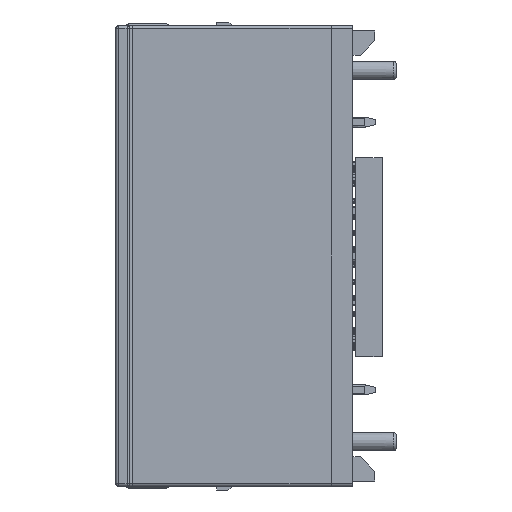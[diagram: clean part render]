
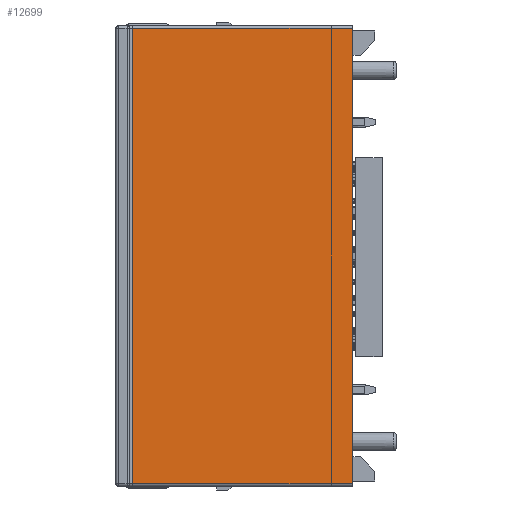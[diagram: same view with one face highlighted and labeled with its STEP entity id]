
A CAD part, front view. The second image highlights one B-rep face of the part: STEP entity #12699.
In plain terms, the highlighted planar face has unit normal (0, -1, 0).
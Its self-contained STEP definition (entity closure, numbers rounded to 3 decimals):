
#74=DIRECTION('',(0.,0.,-1.));
#75=VECTOR('',#74,35.7);
#76=CARTESIAN_POINT('',(-32.7,-9.7,43.6));
#77=LINE('',#76,#75);
#82=DIRECTION('',(0.,0.,-1.));
#83=VECTOR('',#82,35.7);
#84=CARTESIAN_POINT('',(-15.45,-9.7,43.6));
#85=LINE('',#84,#83);
#90=DIRECTION('',(1.,0.,0.));
#91=VECTOR('',#90,17.25);
#92=CARTESIAN_POINT('',(-32.7,-9.7,7.9));
#93=LINE('',#92,#91);
#2274=DIRECTION('',(-1.,0.,0.));
#2275=VECTOR('',#2274,17.25);
#2276=CARTESIAN_POINT('',(-15.45,-9.7,43.6));
#2277=LINE('',#2276,#2275);
#9943=CARTESIAN_POINT('',(-32.7,-9.7,43.6));
#9944=CARTESIAN_POINT('',(-32.7,-9.7,7.9));
#9945=VERTEX_POINT('',#9943);
#9946=VERTEX_POINT('',#9944);
#9947=CARTESIAN_POINT('',(-15.45,-9.7,7.9));
#9948=VERTEX_POINT('',#9947);
#9949=CARTESIAN_POINT('',(-15.45,-9.7,43.6));
#9950=VERTEX_POINT('',#9949);
#12685=CARTESIAN_POINT('',(-34.,-9.7,7.7));
#12686=DIRECTION('',(0.,-1.,0.));
#12687=DIRECTION('',(0.,0.,1.));
#12688=AXIS2_PLACEMENT_3D('',#12685,#12686,#12687);
#12689=PLANE('',#12688);
#12691=ORIENTED_EDGE('',*,*,#12690,.F.);
#12692=ORIENTED_EDGE('',*,*,#12675,.F.);
#12694=ORIENTED_EDGE('',*,*,#12693,.F.);
#12696=ORIENTED_EDGE('',*,*,#12695,.T.);
#12697=EDGE_LOOP('',(#12691,#12692,#12694,#12696));
#12698=FACE_OUTER_BOUND('',#12697,.F.);
#12699=ADVANCED_FACE('',(#12698),#12689,.T.);
#12675=EDGE_CURVE('',#9945,#9946,#77,.T.);
#12690=EDGE_CURVE('',#9946,#9948,#93,.T.);
#12693=EDGE_CURVE('',#9950,#9945,#2277,.T.);
#12695=EDGE_CURVE('',#9950,#9948,#85,.T.);
